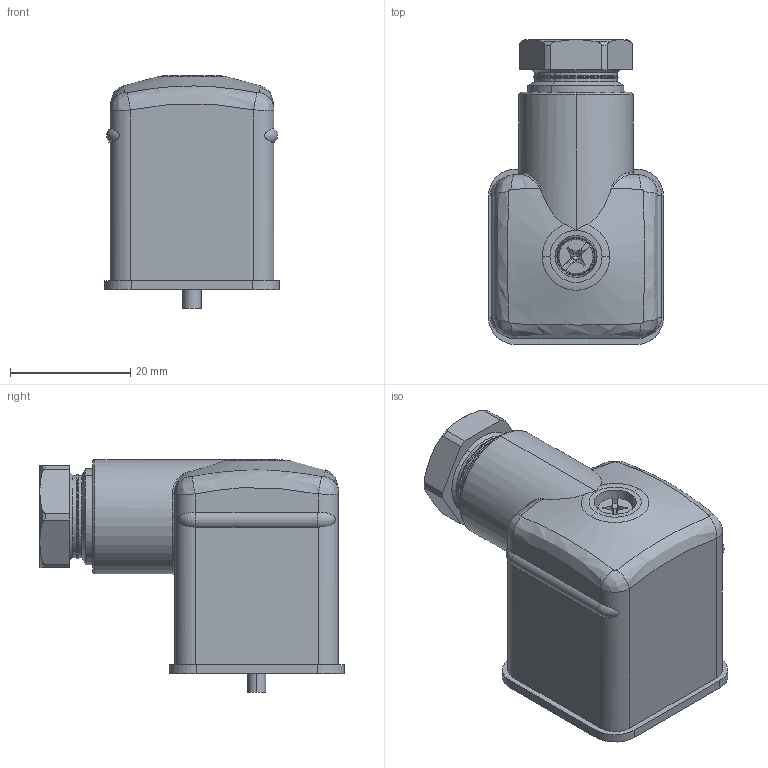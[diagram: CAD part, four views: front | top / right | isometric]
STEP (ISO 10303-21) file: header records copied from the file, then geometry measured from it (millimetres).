
FILE_DESCRIPTION(('CATIA V5 STEP Exchange','CAx-IF Rec.Pracs.--- Model Styling and Organization---1.5--- 2016-08-15','CAx-IF Rec.Pracs.---Supplemental Geometry---1.0---2011-11-01','CAx-IF Rec.Pracs.--- Composite Materials ---1.1---2010-07-15'),'2;1');
FILE_NAME ('277907-2_0', '2026-02-06T10:53:31+00:00', ('none'), ('Weidmueller'), 'CATIA Version 5-6 Release 2024 SP4', 'CATIA V5 STEP AP214 v3', 'none');
FILE_SCHEMA(('AUTOMOTIVE_DESIGN { 1 0 10303 214 1 1 1 1 }'));
Length unit declared in the file: millimetre
Products named in the file (1): 2451220000 
Bounding box: 29.2 x 50.75 x 38.8 mm (x, y, z)
Volume: 29401.9 mm3; surface area: 9818.5 mm2
Topology: 1 solids, 4 shells, 776 faces, 2143 edges, 1430 vertices
Faces by surface type: plane 491, cylinder 139, bspline 63, cone 50, torus 33
Entity records: 27412 total; most frequent: CARTESIAN_POINT 9526, ORIENTED_EDGE 4282, DIRECTION 2630, EDGE_CURVE 2141, VERTEX_POINT 1430, VECTOR 1314, LINE 1314, EDGE_LOOP 849
